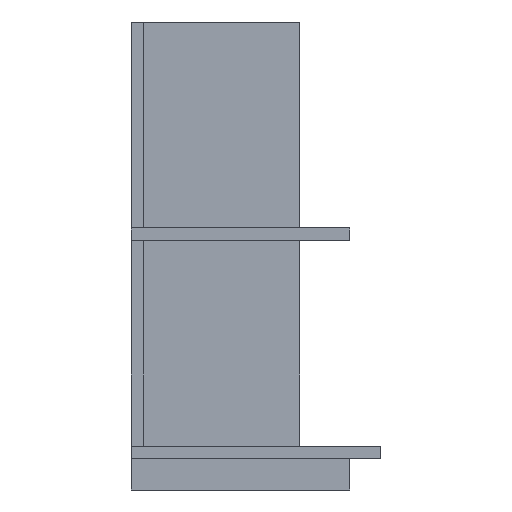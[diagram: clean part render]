
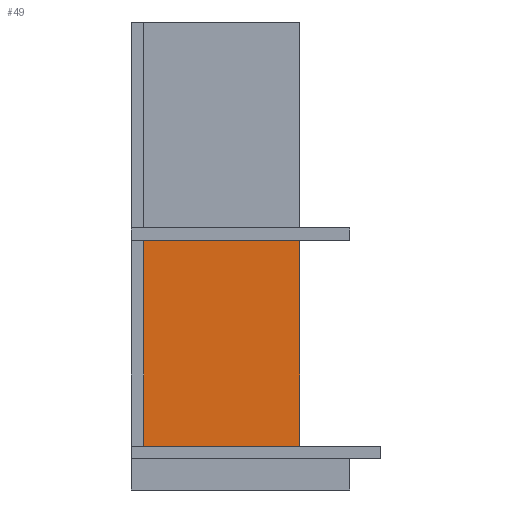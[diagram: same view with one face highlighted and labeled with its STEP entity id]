
A CAD part, left-side view. The second image highlights one B-rep face of the part: STEP entity #49.
In plain terms, the highlighted free-form (B-spline) face has degree [1, 1] with [2, 2] control points.
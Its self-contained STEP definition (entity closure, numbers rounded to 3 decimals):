
#49=ADVANCED_FACE($,(#121),#793,.T.);
#121=FACE_OUTER_BOUND($,#193,.T.);
#193=EDGE_LOOP($,(#304,#305,#306,#307));
#304=ORIENTED_EDGE($,*,*,#573,.T.);
#305=ORIENTED_EDGE($,*,*,#570,.T.);
#306=ORIENTED_EDGE($,*,*,#565,.F.);
#307=ORIENTED_EDGE($,*,*,#567,.F.);
#565=EDGE_CURVE($,#700,#701,#877,.T.);
#567=EDGE_CURVE($,#702,#700,#879,.T.);
#570=EDGE_CURVE($,#705,#701,#882,.T.);
#573=EDGE_CURVE($,#702,#705,#885,.T.);
#700=VERTEX_POINT($,#1250);
#701=VERTEX_POINT($,#1251);
#702=VERTEX_POINT($,#1252);
#705=VERTEX_POINT($,#1255);
#793=B_SPLINE_SURFACE_WITH_KNOTS($,1,1,((#1230,#1231),(#1232,#1233)),.UNSPECIFIED.,
.F.,.F.,.F.,(2,2),(2,2),(-720.,-390.),(0.,270.5),
.UNSPECIFIED.);
#877=B_SPLINE_CURVE_WITH_KNOTS($,1,(#1204,#1205),.UNSPECIFIED.,.F.,.F.,(2,
2),(0.,270.5),.UNSPECIFIED.);
#879=B_SPLINE_CURVE_WITH_KNOTS($,1,(#1208,#1209),.UNSPECIFIED.,.F.,.F.,(2,
2),(390.,720.),.UNSPECIFIED.);
#882=B_SPLINE_CURVE_WITH_KNOTS($,1,(#1214,#1215),.UNSPECIFIED.,.F.,.F.,(2,
2),(390.,720.),.UNSPECIFIED.);
#885=B_SPLINE_CURVE_WITH_KNOTS($,1,(#1220,#1221),.UNSPECIFIED.,.F.,.F.,(2,
2),(0.,270.5),.UNSPECIFIED.);
#1204=CARTESIAN_POINT($,(302412.663,59430.136,400.));
#1205=CARTESIAN_POINT($,(302412.663,59159.636,400.));
#1208=CARTESIAN_POINT($,(302412.663,59430.136,70.));
#1209=CARTESIAN_POINT($,(302412.663,59430.136,400.));
#1214=CARTESIAN_POINT($,(302412.663,59159.636,70.));
#1215=CARTESIAN_POINT($,(302412.663,59159.636,400.));
#1220=CARTESIAN_POINT($,(302412.663,59430.136,70.));
#1221=CARTESIAN_POINT($,(302412.663,59159.636,70.));
#1230=CARTESIAN_POINT($,(302412.663,59430.136,400.));
#1231=CARTESIAN_POINT($,(302412.663,59159.636,400.));
#1232=CARTESIAN_POINT($,(302412.663,59430.136,70.));
#1233=CARTESIAN_POINT($,(302412.663,59159.636,70.));
#1250=CARTESIAN_POINT($,(302412.663,59430.136,400.));
#1251=CARTESIAN_POINT($,(302412.663,59159.636,400.));
#1252=CARTESIAN_POINT($,(302412.663,59430.136,70.));
#1255=CARTESIAN_POINT($,(302412.663,59159.636,70.));
